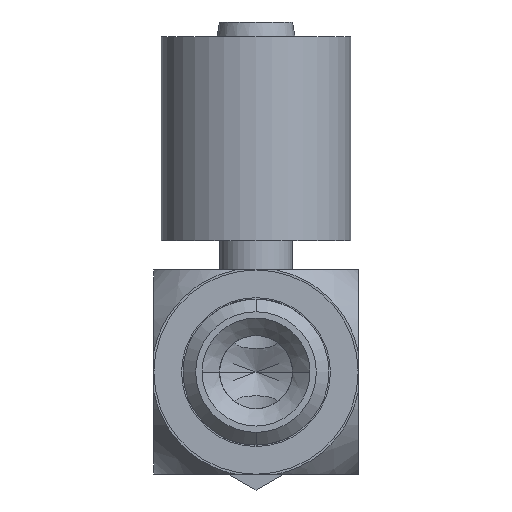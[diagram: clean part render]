
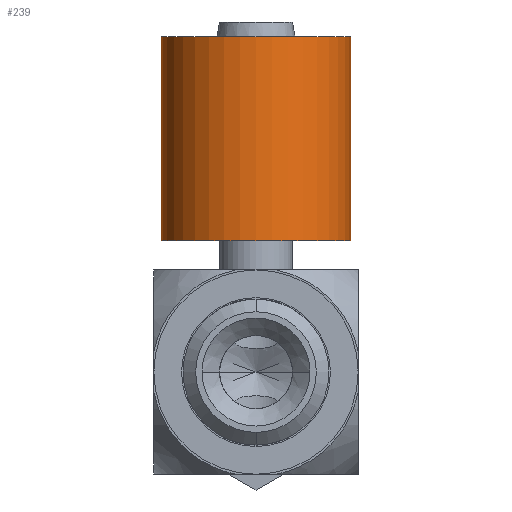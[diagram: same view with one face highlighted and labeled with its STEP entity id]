
A CAD part, front view. The second image highlights one B-rep face of the part: STEP entity #239.
In plain terms, the highlighted cylindrical face has radius 3.25 mm (diameter 6.5 mm), a partial arc.
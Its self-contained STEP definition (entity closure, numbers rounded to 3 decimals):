
#122=CYLINDRICAL_SURFACE('',#2204,3.25);
#239=ADVANCED_FACE('',(#334),#122,.T.);
#334=FACE_OUTER_BOUND('',#437,.F.);
#437=EDGE_LOOP('',(#710,#711,#712,#713));
#710=ORIENTED_EDGE('',*,*,#1756,.T.);
#711=ORIENTED_EDGE('',*,*,#1761,.F.);
#712=ORIENTED_EDGE('',*,*,#1757,.T.);
#713=ORIENTED_EDGE('',*,*,#1760,.T.);
#1425=CIRCLE('',#2122,3.25);
#1426=CIRCLE('',#2123,3.25);
#1502=LINE('',#3128,#1591);
#1503=LINE('',#3129,#1592);
#1591=VECTOR('',#2404,7.);
#1592=VECTOR('',#2405,7.);
#1756=EDGE_CURVE('',#1962,#1961,#1425,.T.);
#1757=EDGE_CURVE('',#1960,#1959,#1426,.T.);
#1760=EDGE_CURVE('',#1959,#1962,#1502,.T.);
#1761=EDGE_CURVE('',#1960,#1961,#1503,.T.);
#1959=VERTEX_POINT('',#2755);
#1960=VERTEX_POINT('',#2756);
#1961=VERTEX_POINT('',#2757);
#1962=VERTEX_POINT('',#2758);
#2122=AXIS2_PLACEMENT_3D('',#3124,#2398,#2399);
#2123=AXIS2_PLACEMENT_3D('',#3125,#2400,#2401);
#2204=AXIS2_PLACEMENT_3D('',#3458,#2608,#2609);
#2398=DIRECTION('',(0.,0.,-1.));
#2399=DIRECTION('',(1.,0.,0.));
#2400=DIRECTION('',(0.,0.,1.));
#2401=DIRECTION('',(-1.,0.,0.));
#2404=DIRECTION('',(0.,0.,-1.));
#2405=DIRECTION('',(0.,0.,-1.));
#2608=DIRECTION('',(0.,0.,-1.));
#2609=DIRECTION('',(1.,0.,0.));
#2755=CARTESIAN_POINT('',(8.75,11.,15.7));
#2756=CARTESIAN_POINT('',(2.25,11.,15.7));
#2757=CARTESIAN_POINT('',(2.25,11.,8.7));
#2758=CARTESIAN_POINT('',(8.75,11.,8.7));
#3124=CARTESIAN_POINT('',(5.5,11.,8.7));
#3125=CARTESIAN_POINT('',(5.5,11.,15.7));
#3128=CARTESIAN_POINT('',(8.75,11.,15.7));
#3129=CARTESIAN_POINT('',(2.25,11.,15.7));
#3458=CARTESIAN_POINT('',(5.5,11.,15.7));
